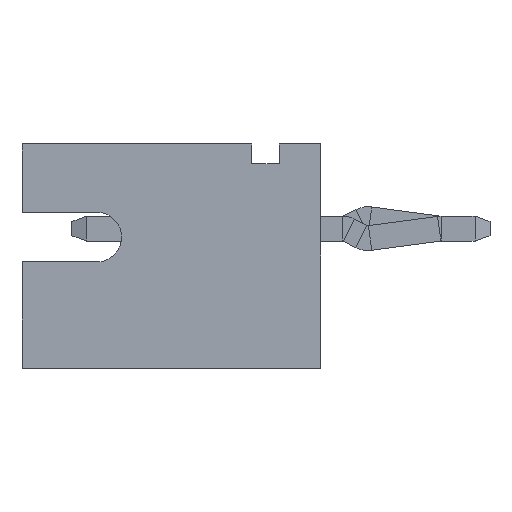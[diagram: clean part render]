
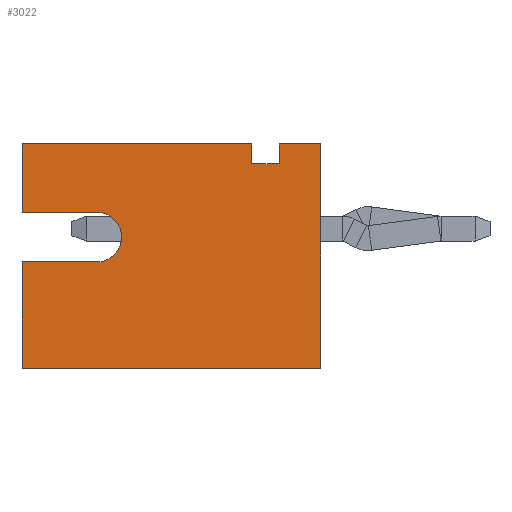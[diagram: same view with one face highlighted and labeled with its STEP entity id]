
A CAD part, left-side view. The second image highlights one B-rep face of the part: STEP entity #3022.
In plain terms, the highlighted planar face has unit normal (-1, 0, 0).
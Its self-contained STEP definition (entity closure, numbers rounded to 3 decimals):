
#11 = VERTEX_POINT ( 'NONE', #2131 ) ;
#84 = ORIENTED_EDGE ( 'NONE', *, *, #3207, .F. ) ;
#97 = EDGE_CURVE ( 'NONE', #2007, #2225, #1903, .T. ) ;
#125 = FACE_OUTER_BOUND ( 'NONE', #273, .T. ) ;
#135 = CIRCLE ( 'NONE', #2718, 0.5 ) ;
#170 = EDGE_CURVE ( 'NONE', #2700, #1203, #1145, .T. ) ;
#230 = EDGE_CURVE ( 'NONE', #1203, #3222, #1722, .T. ) ;
#261 = DIRECTION ( 'NONE',  ( 0., 0., 1. ) ) ;
#273 = EDGE_LOOP ( 'NONE', ( #806, #1598, #1707, #1249, #1206, #3127, #2462, #84, #2953, #1631, #2296, #3377 ) ) ;
#339 = DIRECTION ( 'NONE',  ( 0., 1., 0. ) ) ;
#601 = VECTOR ( 'NONE', #2559, 1000. ) ;
#616 = EDGE_CURVE ( 'NONE', #11, #2700, #1093, .T. ) ;
#678 = CARTESIAN_POINT ( 'NONE',  ( -4.95, 6., 0.88 ) ) ;
#694 = EDGE_CURVE ( 'NONE', #1412, #1263, #135, .T. ) ;
#716 = CARTESIAN_POINT ( 'NONE',  ( -4.95, 4.5, -0.12 ) ) ;
#729 = CARTESIAN_POINT ( 'NONE',  ( -4.95, 0., 2.25 ) ) ;
#806 = ORIENTED_EDGE ( 'NONE', *, *, #1193, .F. ) ;
#818 = VECTOR ( 'NONE', #3274, 1000. ) ;
#925 = CARTESIAN_POINT ( 'NONE',  ( -4.95, 1.39, 1.85 ) ) ;
#940 = VECTOR ( 'NONE', #2449, 1000. ) ;
#1001 = CARTESIAN_POINT ( 'NONE',  ( -4.95, 4.5, 0.88 ) ) ;
#1023 = LINE ( 'NONE', #2699, #940 ) ;
#1039 = CARTESIAN_POINT ( 'NONE',  ( -4.95, 6., -2.25 ) ) ;
#1093 = LINE ( 'NONE', #1351, #2505 ) ;
#1145 = LINE ( 'NONE', #2114, #818 ) ;
#1163 = VECTOR ( 'NONE', #261, 1000. ) ;
#1176 = CARTESIAN_POINT ( 'NONE',  ( -4.95, 0., -2.25 ) ) ;
#1182 = EDGE_CURVE ( 'NONE', #1314, #1412, #1444, .T. ) ;
#1193 = EDGE_CURVE ( 'NONE', #2225, #2309, #1779, .T. ) ;
#1203 = VERTEX_POINT ( 'NONE', #925 ) ;
#1206 = ORIENTED_EDGE ( 'NONE', *, *, #230, .F. ) ;
#1249 = ORIENTED_EDGE ( 'NONE', *, *, #2426, .F. ) ;
#1263 = VERTEX_POINT ( 'NONE', #1001 ) ;
#1266 = CARTESIAN_POINT ( 'NONE',  ( -4.95, 0.83, 2.25 ) ) ;
#1308 = DIRECTION ( 'NONE',  ( 0., 0., 1. ) ) ;
#1314 = VERTEX_POINT ( 'NONE', #2390 ) ;
#1343 = VECTOR ( 'NONE', #339, 1000. ) ;
#1351 = CARTESIAN_POINT ( 'NONE',  ( -4.95, 6., 2.25 ) ) ;
#1412 = VERTEX_POINT ( 'NONE', #716 ) ;
#1444 = LINE ( 'NONE', #2061, #601 ) ;
#1556 = VECTOR ( 'NONE', #2805, 1000. ) ;
#1576 = CARTESIAN_POINT ( 'NONE',  ( -4.95, 0.83, 1.85 ) ) ;
#1598 = ORIENTED_EDGE ( 'NONE', *, *, #97, .F. ) ;
#1631 = ORIENTED_EDGE ( 'NONE', *, *, #694, .F. ) ;
#1707 = ORIENTED_EDGE ( 'NONE', *, *, #2065, .F. ) ;
#1722 = LINE ( 'NONE', #3294, #1556 ) ;
#1734 = CARTESIAN_POINT ( 'NONE',  ( -4.95, 4.5, 0.38 ) ) ;
#1779 = LINE ( 'NONE', #1176, #1343 ) ;
#1829 = DIRECTION ( 'NONE',  ( 0., 0., -1. ) ) ;
#1870 = CARTESIAN_POINT ( 'NONE',  ( -4.95, 0.83, 2.25 ) ) ;
#1881 = CARTESIAN_POINT ( 'NONE',  ( -4.95, 4.5, 0.38 ) ) ;
#1903 = LINE ( 'NONE', #729, #3511 ) ;
#2007 = VERTEX_POINT ( 'NONE', #2589 ) ;
#2061 = CARTESIAN_POINT ( 'NONE',  ( -4.95, 4.5, -0.12 ) ) ;
#2065 = EDGE_CURVE ( 'NONE', #2835, #2007, #3477, .T. ) ;
#2114 = CARTESIAN_POINT ( 'NONE',  ( -4.95, 1.39, 2.25 ) ) ;
#2131 = CARTESIAN_POINT ( 'NONE',  ( -4.95, 6., 2.25 ) ) ;
#2157 = VERTEX_POINT ( 'NONE', #2567 ) ;
#2201 = LINE ( 'NONE', #1576, #2336 ) ;
#2225 = VERTEX_POINT ( 'NONE', #3013 ) ;
#2237 = PLANE ( 'NONE',  #2720 ) ;
#2296 = ORIENTED_EDGE ( 'NONE', *, *, #1182, .F. ) ;
#2309 = VERTEX_POINT ( 'NONE', #1039 ) ;
#2336 = VECTOR ( 'NONE', #1308, 1000. ) ;
#2390 = CARTESIAN_POINT ( 'NONE',  ( -4.95, 6., -0.12 ) ) ;
#2426 = EDGE_CURVE ( 'NONE', #3222, #2835, #2201, .T. ) ;
#2449 = DIRECTION ( 'NONE',  ( 0., 0., 1. ) ) ;
#2462 = ORIENTED_EDGE ( 'NONE', *, *, #616, .F. ) ;
#2465 = CARTESIAN_POINT ( 'NONE',  ( -4.95, 6., -2.25 ) ) ;
#2505 = VECTOR ( 'NONE', #2980, 1000. ) ;
#2559 = DIRECTION ( 'NONE',  ( 0., -1., 0. ) ) ;
#2567 = CARTESIAN_POINT ( 'NONE',  ( -4.95, 6., 0.88 ) ) ;
#2589 = CARTESIAN_POINT ( 'NONE',  ( -4.95, 0., 2.25 ) ) ;
#2697 = LINE ( 'NONE', #2465, #1163 ) ;
#2699 = CARTESIAN_POINT ( 'NONE',  ( -4.95, 6., 0.88 ) ) ;
#2700 = VERTEX_POINT ( 'NONE', #2783 ) ;
#2718 = AXIS2_PLACEMENT_3D ( 'NONE', #1734, #3083, #3423 ) ;
#2720 = AXIS2_PLACEMENT_3D ( 'NONE', #1881, #3501, #2963 ) ;
#2764 = CARTESIAN_POINT ( 'NONE',  ( -4.95, 0.83, 1.85 ) ) ;
#2783 = CARTESIAN_POINT ( 'NONE',  ( -4.95, 1.39, 2.25 ) ) ;
#2805 = DIRECTION ( 'NONE',  ( 0., -1., 0. ) ) ;
#2817 = VECTOR ( 'NONE', #2955, 1000. ) ;
#2835 = VERTEX_POINT ( 'NONE', #1266 ) ;
#2953 = ORIENTED_EDGE ( 'NONE', *, *, #3114, .F. ) ;
#2955 = DIRECTION ( 'NONE',  ( 0., -1., 0. ) ) ;
#2963 = DIRECTION ( 'NONE',  ( 0., 1., 0. ) ) ;
#2980 = DIRECTION ( 'NONE',  ( 0., -1., 0. ) ) ;
#3013 = CARTESIAN_POINT ( 'NONE',  ( -4.95, 0., -2.25 ) ) ;
#3022 = ADVANCED_FACE ( 'NONE', ( #125 ), #2237, .F. ) ;
#3081 = DIRECTION ( 'NONE',  ( 0., 1., 0. ) ) ;
#3083 = DIRECTION ( 'NONE',  ( -1., 0., 0. ) ) ;
#3114 = EDGE_CURVE ( 'NONE', #1263, #2157, #3121, .T. ) ;
#3121 = LINE ( 'NONE', #678, #3405 ) ;
#3127 = ORIENTED_EDGE ( 'NONE', *, *, #170, .F. ) ;
#3207 = EDGE_CURVE ( 'NONE', #2157, #11, #1023, .T. ) ;
#3222 = VERTEX_POINT ( 'NONE', #2764 ) ;
#3274 = DIRECTION ( 'NONE',  ( 0., 0., -1. ) ) ;
#3294 = CARTESIAN_POINT ( 'NONE',  ( -4.95, 1.39, 1.85 ) ) ;
#3352 = EDGE_CURVE ( 'NONE', #2309, #1314, #2697, .T. ) ;
#3377 = ORIENTED_EDGE ( 'NONE', *, *, #3352, .F. ) ;
#3405 = VECTOR ( 'NONE', #3081, 1000. ) ;
#3423 = DIRECTION ( 'NONE',  ( 0., 0., -1. ) ) ;
#3477 = LINE ( 'NONE', #1870, #2817 ) ;
#3501 = DIRECTION ( 'NONE',  ( 1., 0., 0. ) ) ;
#3511 = VECTOR ( 'NONE', #1829, 1000. ) ;
